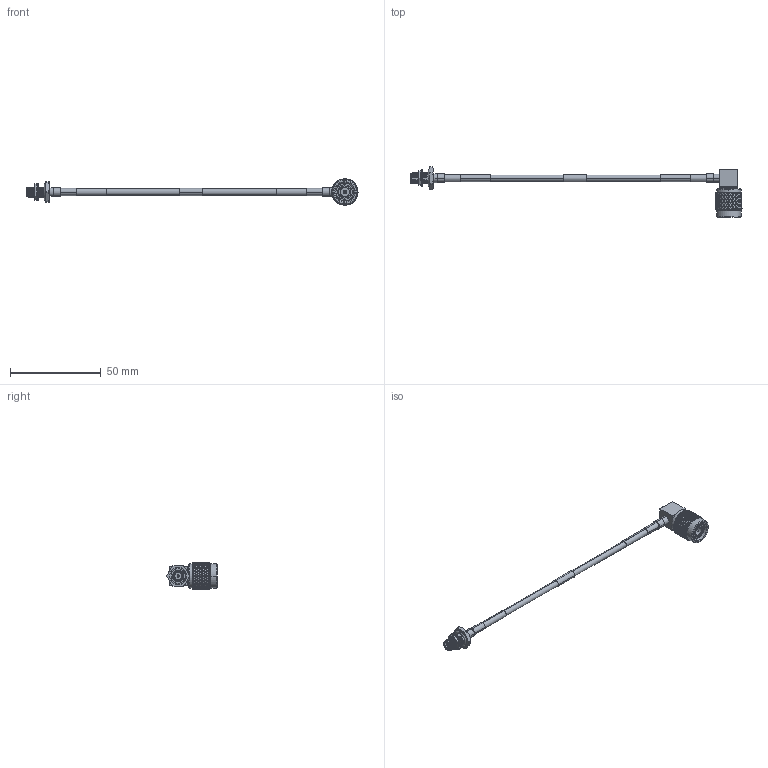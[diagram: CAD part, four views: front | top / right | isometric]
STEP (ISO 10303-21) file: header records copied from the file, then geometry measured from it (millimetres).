
FILE_DESCRIPTION (( 'STEP AP214' ), '1' );
FILE_NAME ('LCCA30501_3D.STEP', '2020-05-04T15:26:02', ( '' ), ( '' ), 'SwSTEP 2.0', 'SolidWorks 2018', '' );
FILE_SCHEMA (( 'AUTOMOTIVE_DESIGN' ));
Length unit declared in the file: inch
Products named in the file (6): LC141TBJ-PROD; LC141TBJ (141 Formable with HeatShrink); LCCA30501_3D; LCCN3061; 1AW01-003_.152 ID; LCCN3049
Assembly tree (7 placements, depth 3):
  LCCA30501_3D
    LC141TBJ-PROD
      LC141TBJ (141 Formable with HeatShrink)
      1AW01-003_.152 ID  x3
    LCCN3049
    LCCN3061
Bounding box: 183.3 x 27.75 x 14.5 mm (x, y, z)
Volume: 5071.9 mm3; surface area: 7731.3 mm2
Topology: 12 solids, 12 shells, 2913 faces, 6348 edges, 3475 vertices
Faces by surface type: bspline 2088, cylinder 663, plane 104, cone 50, torus 8
Entity records: 127535 total; most frequent: CARTESIAN_POINT 85243, ORIENTED_EDGE 12648, EDGE_CURVE 6324, VERTEX_POINT 3459, EDGE_LOOP 2931, ADVANCED_FACE 2901, FACE_OUTER_BOUND 2901, DIRECTION 2895
